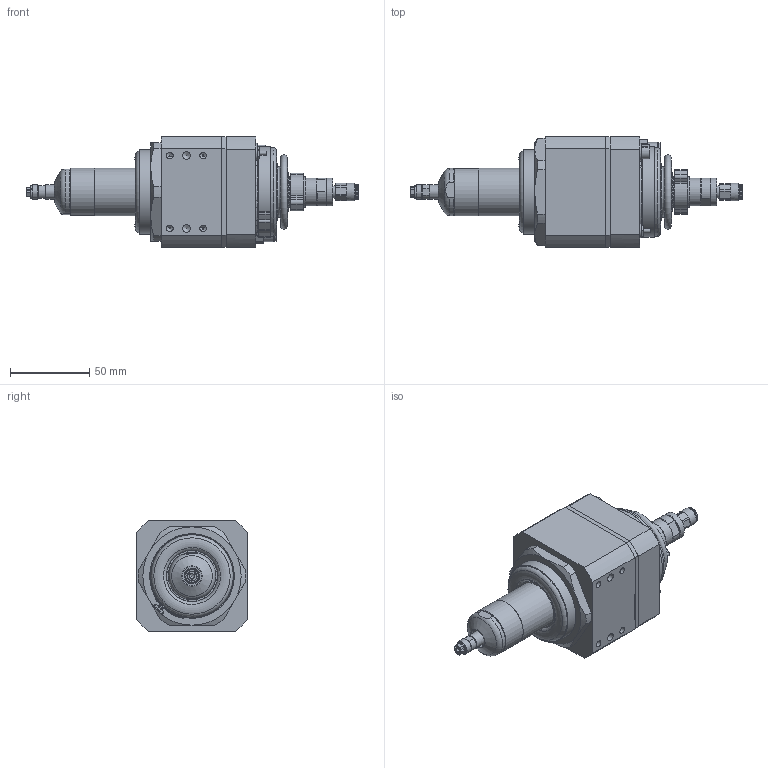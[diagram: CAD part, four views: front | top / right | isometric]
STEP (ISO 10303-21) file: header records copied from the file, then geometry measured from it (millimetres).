
FILE_DESCRIPTION(/* description */ (''),/* implementation_level */ '2;1');
FILE_NAME(/* name */ 'VSpin 1000_00517225.stp',/* time_stamp */ '2020-06-04T09:38:08+02:00',/* author */ ('rmorof'),/* organization */ (''),/* preprocessor_version */ 'ST-DEVELOPER v18.1',/* originating_system */ 'Autodesk Inventor 2021',/* authorisation */ '');
FILE_SCHEMA (('AUTOMOTIVE_DESIGN { 1 0 10303 214 3 1 1 }'));
Length unit declared in the file: millimetre
Products named in the file (1): ESR 1000 ST_00517225
Bounding box: 209.34 x 70 x 70 mm (x, y, z)
Volume: 413000.3 mm3; surface area: 47588.5 mm2
Topology: 2 solids, 9 shells, 607 faces, 1658 edges, 1098 vertices
Faces by surface type: plane 281, cylinder 195, cone 95, bspline 21, torus 15
Full cylindrical faces by diameter (mm): 0.8 x2, 2.54 x1, 2.642 x1, 3 x1, 3.1 x1, 4.134 x4, 4.2 x1, 4.459 x1, 4.99 x2, 5 x3, 5.5 x4, 5.6 x1, 5.7 x1, 6 x2, 6.5 x4, 7.2 x2, 7.8 x1, 8.85 x1, 9 x3, 9.9 x2, 10 x1, 10.6 x1, 11 x2, 12 x1, 17.5 x2, 19 x1, 29.8 x1, 30 x1, 32 x1, 56 x1
Entity records: 22519 total; most frequent: CARTESIAN_POINT 6425, ORIENTED_EDGE 3293, DIRECTION 3208, EDGE_CURVE 1649, AXIS2_PLACEMENT_3D 1257, VERTEX_POINT 1098, LINE 694, VECTOR 694
